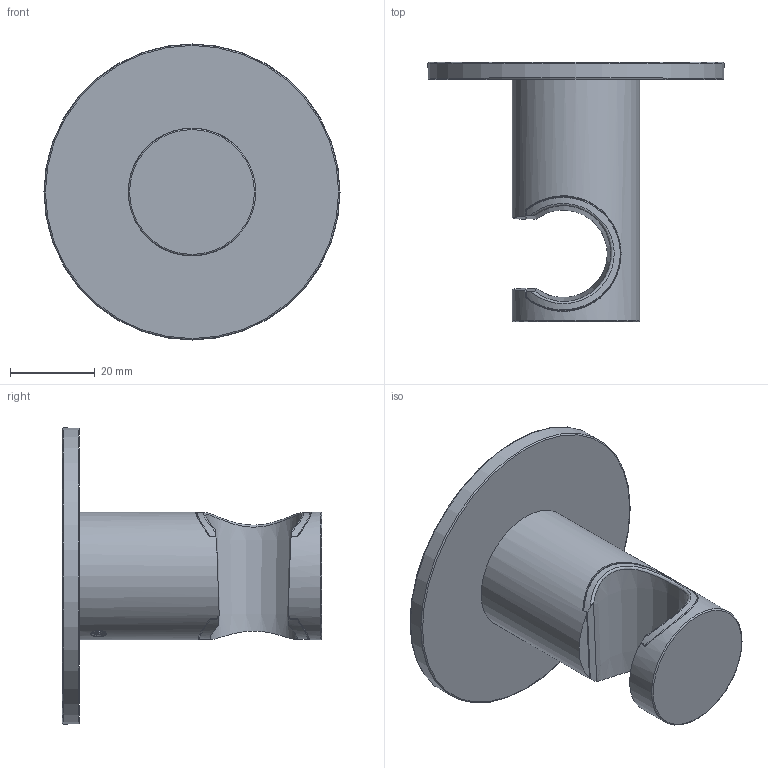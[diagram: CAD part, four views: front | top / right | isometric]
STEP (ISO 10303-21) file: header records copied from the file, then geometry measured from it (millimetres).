
FILE_DESCRIPTION(/* description */ ('Unknown'),/* implementation_level */ '2;1');
FILE_NAME(/* name */ 'AC514-00',/* time_stamp */ '2023-11-03T17:38:13+01:00',/* author */ ('Unknown'),/* organization */ ('Unknown'),/* preprocessor_version */ 'ST-DEVELOPER v18.102',/* originating_system */ 'Solid Edge',/* authorisation */ 'Unknown');
FILE_SCHEMA (('AUTOMOTIVE_DESIGN {1 0 10303 214 3 1 1}'));
Length unit declared in the file: millimetre
Products named in the file (6): AC514-00; AC514-01; AC514-04; AC514-05; AC514-001_oa_0; AC452-02
Assembly tree (6 placements, depth 3):
  AC514-00
    AC514-01
    AC514-04
    AC514-05  x2
    AC514-001_oa_0
      AC452-02
Bounding box: 69.69 x 61 x 69.69 mm (x, y, z)
Volume: 35298 mm3; surface area: 20351.4 mm2
Topology: 5 solids, 5 shells, 231 faces, 547 edges, 337 vertices
Faces by surface type: plane 67, cylinder 54, bspline 44, cone 26, torus 24, sphere 16
Full cylindrical faces by diameter (mm): 6 x1, 21.8 x1, 23.2 x1, 30 x1
Entity records: 9544 total; most frequent: CARTESIAN_POINT 4904, ORIENTED_EDGE 980, DIRECTION 843, EDGE_CURVE 490, AXIS2_PLACEMENT_3D 359, VERTEX_POINT 305, EDGE_LOOP 247, FACE_BOUND 247
